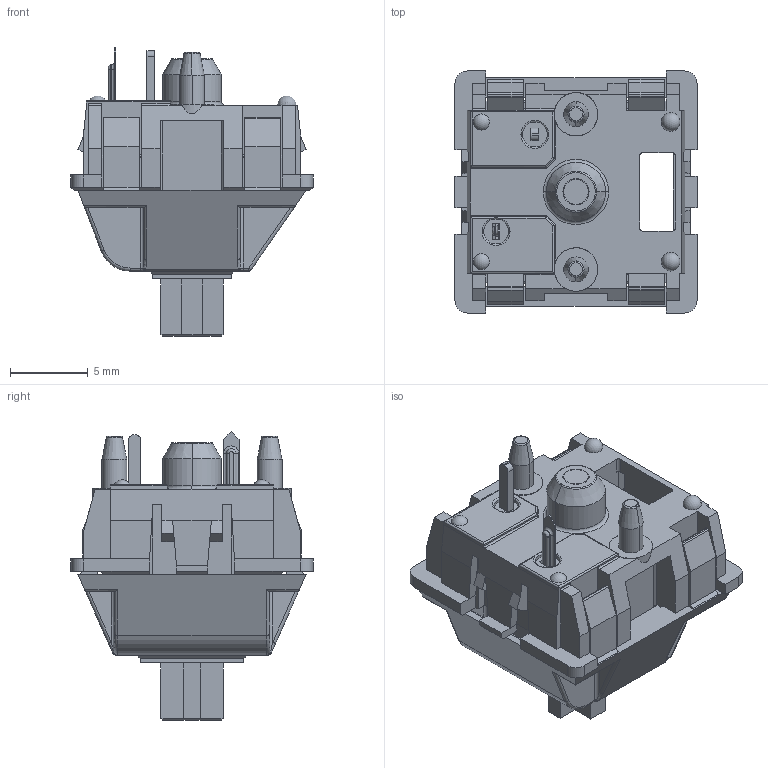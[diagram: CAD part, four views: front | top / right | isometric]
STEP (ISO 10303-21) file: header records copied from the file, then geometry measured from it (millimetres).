
FILE_DESCRIPTION((''),'2;1');
FILE_NAME('ASM_MX_ASM','2020-02-28T',('Mirko'),(''),'CREO PARAMETRIC BY PTC INC, 2015380','CREO PARAMETRIC BY PTC INC, 2015380','');
FILE_SCHEMA(('CONFIG_CONTROL_DESIGN'));
Length unit declared in the file: millimetre
Products named in the file (7): MX_DOWN; MX_UP; UP_MX; MX_PIN; MX_SPRING; MX_CLICK; ASM_MX_ASM
Assembly tree (6 placements, depth 2):
  ASM_MX_ASM
    MX_DOWN
    MX_UP
    UP_MX
    MX_PIN
    MX_SPRING
    MX_CLICK
Bounding box: 15.6 x 15.6 x 18.6 mm (x, y, z)
Volume: 1003.4 mm3; surface area: 3262.6 mm2
Topology: 7 solids, 7 shells, 942 faces, 2481 edges, 1563 vertices
Faces by surface type: plane 584, cylinder 254, torus 36, bspline 32, sphere 26, cone 10
Entity records: 37940 total; most frequent: CARTESIAN_POINT 14725, ORIENTED_EDGE 4954, DIRECTION 4573, EDGE_CURVE 2477, VECTOR 1837, LINE 1837, VERTEX_POINT 1563, AXIS2_PLACEMENT_3D 1368
